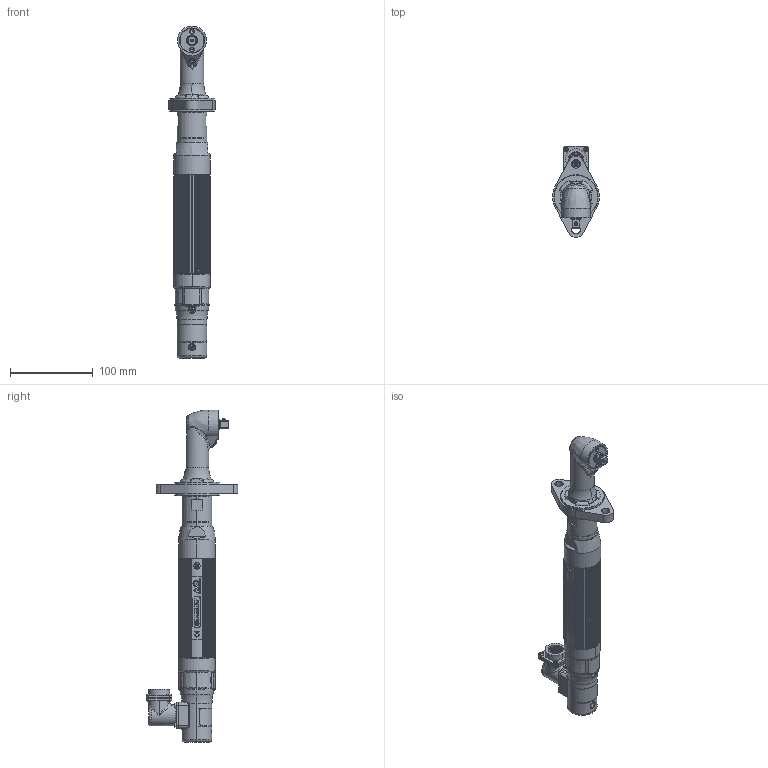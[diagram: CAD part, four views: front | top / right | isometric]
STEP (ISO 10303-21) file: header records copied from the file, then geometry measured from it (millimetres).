
FILE_DESCRIPTION((''),'2;1');
FILE_NAME('EB33MA18F0-48___','2018-05-02T',('DMG0713'),(''),'PRO/ENGINEER BY PARAMETRIC TECHNOLOGY CORPORATION, 2014200','PRO/ENGINEER BY PARAMETRIC TECHNOLOGY CORPORATION, 2014200','');
FILE_SCHEMA(('CONFIG_CONTROL_DESIGN'));
Products named in the file (1): EB33MA18F0-48___
Bounding box: 56.36 x 110.39 x 400.22 mm (x, y, z)
Surface area: 161274 mm2 (no closed solid volume)
Topology: 0 solids, 206 shells, 1394 faces, 6204 edges, 4903 vertices
Faces by surface type: cylinder 559, plane 489, cone 141, bspline 115, torus 90
Entity records: 84417 total; most frequent: CARTESIAN_POINT 35898, DIRECTION 9702, ORIENTED_EDGE 8914, EDGE_CURVE 6200, VERTEX_POINT 4903, AXIS2_PLACEMENT_3D 3273, VECTOR 3156, LINE 3156
